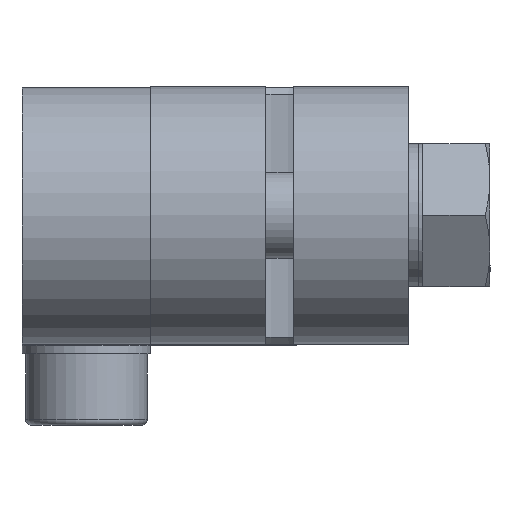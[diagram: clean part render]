
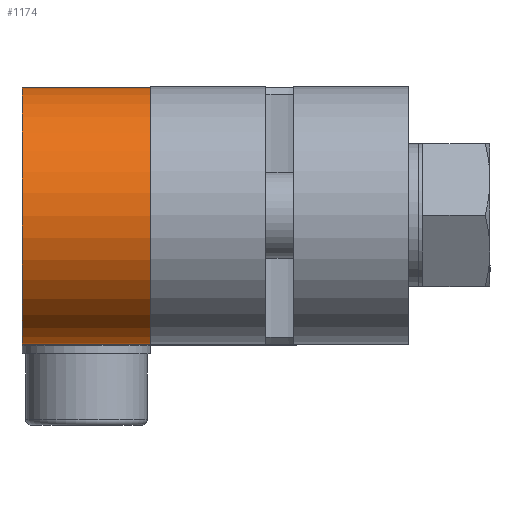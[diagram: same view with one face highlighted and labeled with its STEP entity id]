
A CAD part, top view. The second image highlights one B-rep face of the part: STEP entity #1174.
In plain terms, the highlighted cylindrical face has radius 9 mm (diameter 18 mm), a partial arc.
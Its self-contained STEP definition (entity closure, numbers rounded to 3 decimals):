
#1016=CARTESIAN_POINT('',(-9.5,9.,61.0));
#1017=VERTEX_POINT('',#1016);
#1024=CARTESIAN_POINT('',(-9.5,-9.,61.0));
#1025=VERTEX_POINT('',#1024);
#1026=CARTESIAN_POINT('',(-9.5,0.,61.0));
#1027=DIRECTION('',(-1.0,0.0,0.0));
#1028=DIRECTION('',(0.0,0.707,0.707));
#1029=AXIS2_PLACEMENT_3D('',#1026,#1027,#1028);
#1030=CIRCLE('',#1029,9.0);
#1031=EDGE_CURVE('',#1025,#1017,#1030,.T.);
#1143=CARTESIAN_POINT('',(-11.5,0.,61.0));
#1144=DIRECTION('',(1.0,0.,0.0));
#1145=DIRECTION('',(0.0,0.707,0.707));
#1146=AXIS2_PLACEMENT_3D('',#1143,#1144,#1145);
#1147=CYLINDRICAL_SURFACE('',#1146,9.0);
#1148=ORIENTED_EDGE('',*,*,#1031,.T.);
#1149=CARTESIAN_POINT('',(-18.5,9.0,61.0));
#1150=VERTEX_POINT('',#1149);
#1151=CARTESIAN_POINT('',(-9.5,9.,61.0));
#1152=DIRECTION('',(-1.0,0.0,0.0));
#1153=VECTOR('',#1152,9.);
#1154=LINE('',#1151,#1153);
#1155=EDGE_CURVE('',#1017,#1150,#1154,.T.);
#1156=ORIENTED_EDGE('',*,*,#1155,.T.);
#1157=CARTESIAN_POINT('',(-18.5,-9.,61.0));
#1158=VERTEX_POINT('',#1157);
#1159=CARTESIAN_POINT('',(-18.5,0.,61.0));
#1160=DIRECTION('',(1.,0.,0.));
#1161=DIRECTION('',(0.,-0.707,0.707));
#1162=AXIS2_PLACEMENT_3D('',#1159,#1160,#1161);
#1163=CIRCLE('',#1162,9.0);
#1164=EDGE_CURVE('',#1150,#1158,#1163,.T.);
#1165=ORIENTED_EDGE('',*,*,#1164,.T.);
#1166=CARTESIAN_POINT('',(-18.5,-9.,61.0));
#1167=DIRECTION('',(1.0,0.0,0.0));
#1168=VECTOR('',#1167,9.);
#1169=LINE('',#1166,#1168);
#1170=EDGE_CURVE('',#1158,#1025,#1169,.T.);
#1171=ORIENTED_EDGE('',*,*,#1170,.T.);
#1172=EDGE_LOOP('',(#1148,#1156,#1165,#1171));
#1173=FACE_OUTER_BOUND('',#1172,.T.);
#1174=ADVANCED_FACE('',(#1173),#1147,.T.);
